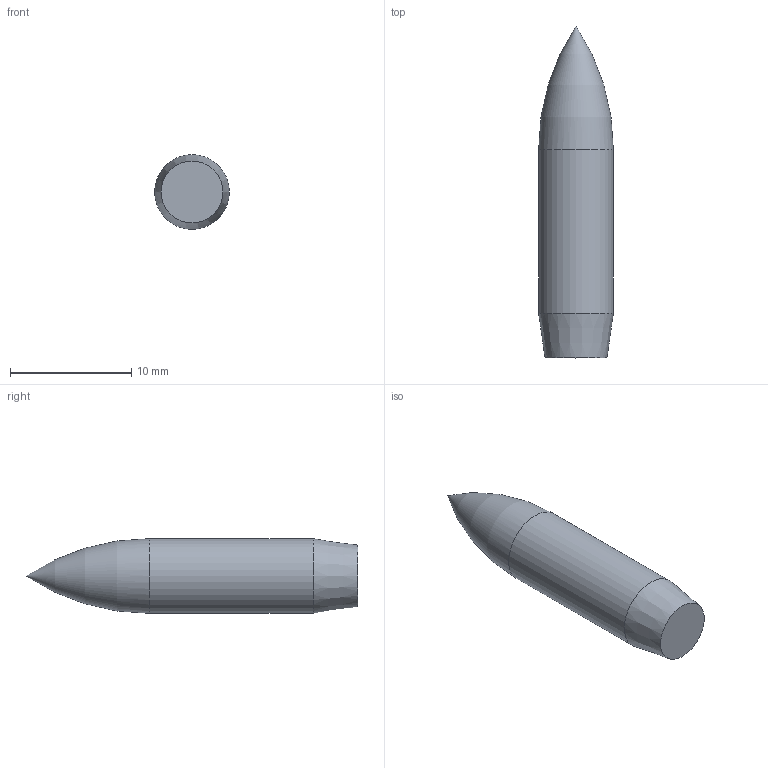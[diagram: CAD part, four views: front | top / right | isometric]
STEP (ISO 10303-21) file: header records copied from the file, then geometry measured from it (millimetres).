
FILE_DESCRIPTION(('HOOPS Exchange Step'),'2;1');
FILE_NAME('temp_export','2023-07-06T18:20:57+02:00',('adminuser'),('Shapr3D Limited'),'HOOPS Exchange 2021.2','Shapr3D','Authorized');
FILE_SCHEMA( ('AP203_CONFIGURATION_CONTROLLED_3D_DESIGN_OF_MECHANICAL_PARTS_AND_ASSEMBLIES_MIM_LF') );
Length unit declared in the file: millimetre
Products named in the file (2): bulletcore.stp; root
Assembly tree (1 placements, depth 2):
  root
    bulletcore.stp
Bounding box: 6.17 x 27.4 x 6.17 mm (x, y, z)
Volume: 663.1 mm3; surface area: 487.3 mm2
Topology: 1 solids, 1 shells, 4 faces, 10 edges, 7 vertices
Faces by surface type: torus 1, cylinder 1, plane 1, cone 1
Full cylindrical faces by diameter (mm): 6.17 x1
Entity records: 167 total; most frequent: DIRECTION 28, CARTESIAN_POINT 22, ORIENTED_EDGE 18, AXIS2_PLACEMENT_3D 13, EDGE_CURVE 9, VERTEX_POINT 7, CIRCLE 7, EDGE_LOOP 4
